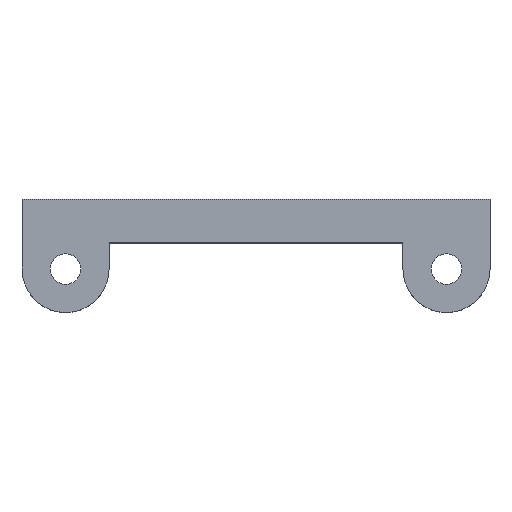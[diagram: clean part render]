
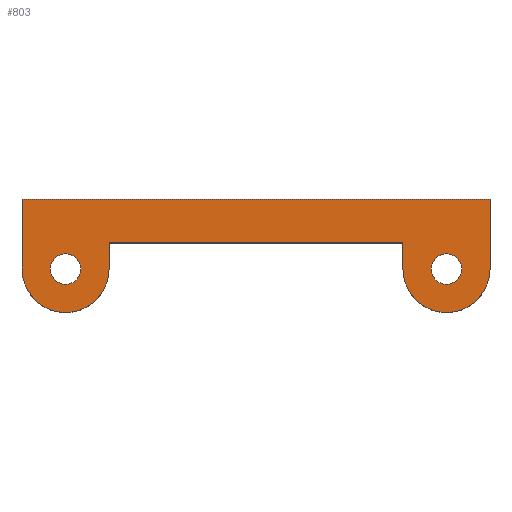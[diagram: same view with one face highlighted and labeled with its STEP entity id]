
A CAD part, top view. The second image highlights one B-rep face of the part: STEP entity #803.
In plain terms, the highlighted planar face has unit normal (0, 0, 1).
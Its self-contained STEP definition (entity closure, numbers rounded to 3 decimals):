
#13 = VECTOR ( 'NONE', #1167, 1000. ) ;
#41 = DIRECTION ( 'NONE',  ( 0., 1., 0. ) ) ;
#84 = VERTEX_POINT ( 'NONE', #551 ) ;
#100 = CARTESIAN_POINT ( 'NONE',  ( 26.875, 5., 12.25 ) ) ;
#111 = ORIENTED_EDGE ( 'NONE', *, *, #690, .T. ) ;
#128 = DIRECTION ( 'NONE',  ( 1., 0., 0. ) ) ;
#140 = LINE ( 'NONE', #1151, #13 ) ;
#184 = VECTOR ( 'NONE', #41, 1000. ) ;
#205 = VERTEX_POINT ( 'NONE', #1199 ) ;
#231 = AXIS2_PLACEMENT_3D ( 'NONE', #277, #852, #1442 ) ;
#250 = CIRCLE ( 'NONE', #581, 1.75 ) ;
#266 = PLANE ( 'NONE',  #991 ) ;
#270 = CARTESIAN_POINT ( 'NONE',  ( 16.875, 0., 12.25 ) ) ;
#277 = CARTESIAN_POINT ( 'NONE',  ( -21.875, -3., 12.25 ) ) ;
#306 = DIRECTION ( 'NONE',  ( -1., 0., 0. ) ) ;
#377 = ORIENTED_EDGE ( 'NONE', *, *, #1123, .T. ) ;
#390 = VECTOR ( 'NONE', #1015, 1000. ) ;
#406 = VERTEX_POINT ( 'NONE', #567 ) ;
#416 = CARTESIAN_POINT ( 'NONE',  ( -21.875, -3., 12.25 ) ) ;
#448 = EDGE_CURVE ( 'NONE', #1448, #1372, #140, .T. ) ;
#456 = EDGE_CURVE ( 'NONE', #598, #892, #898, .T. ) ;
#469 = DIRECTION ( 'NONE',  ( 0., 0., 1. ) ) ;
#483 = EDGE_CURVE ( 'NONE', #1743, #1073, #1278, .T. ) ;
#491 = DIRECTION ( 'NONE',  ( 1., 0., 0. ) ) ;
#504 = EDGE_LOOP ( 'NONE', ( #1681, #1470 ) ) ;
#514 = EDGE_CURVE ( 'NONE', #1198, #833, #664, .T. ) ;
#533 = ORIENTED_EDGE ( 'NONE', *, *, #483, .T. ) ;
#550 = CARTESIAN_POINT ( 'NONE',  ( -16.875, -3., 12.25 ) ) ;
#551 = CARTESIAN_POINT ( 'NONE',  ( 16.875, -3., 12.25 ) ) ;
#556 = FACE_BOUND ( 'NONE', #504, .T. ) ;
#561 = CARTESIAN_POINT ( 'NONE',  ( -23.625, -3., 12.25 ) ) ;
#567 = CARTESIAN_POINT ( 'NONE',  ( -26.875, -3., 12.25 ) ) ;
#581 = AXIS2_PLACEMENT_3D ( 'NONE', #1603, #1176, #1762 ) ;
#593 = CIRCLE ( 'NONE', #1795, 5. ) ;
#598 = VERTEX_POINT ( 'NONE', #1327 ) ;
#608 = EDGE_CURVE ( 'NONE', #833, #1198, #914, .T. ) ;
#634 = CARTESIAN_POINT ( 'NONE',  ( 16.5, 0., 12.25 ) ) ;
#659 = ORIENTED_EDGE ( 'NONE', *, *, #1308, .T. ) ;
#664 = CIRCLE ( 'NONE', #231, 1.75 ) ;
#669 = CARTESIAN_POINT ( 'NONE',  ( -26.875, -3., 12.25 ) ) ;
#677 = CARTESIAN_POINT ( 'NONE',  ( -26.875, 5., 12.25 ) ) ;
#690 = EDGE_CURVE ( 'NONE', #1448, #406, #1832, .T. ) ;
#703 = DIRECTION ( 'NONE',  ( 0., 0., 1. ) ) ;
#711 = CARTESIAN_POINT ( 'NONE',  ( -20.125, -3., 12.25 ) ) ;
#765 = CARTESIAN_POINT ( 'NONE',  ( -21.875, -3., 12.25 ) ) ;
#776 = LINE ( 'NONE', #634, #1500 ) ;
#786 = ORIENTED_EDGE ( 'NONE', *, *, #815, .T. ) ;
#803 = ADVANCED_FACE ( 'NONE', ( #1283, #556, #1740 ), #266, .F. ) ;
#810 = CARTESIAN_POINT ( 'NONE',  ( 21.875, -3., 12.25 ) ) ;
#815 = EDGE_CURVE ( 'NONE', #1070, #84, #995, .T. ) ;
#833 = VERTEX_POINT ( 'NONE', #711 ) ;
#834 = DIRECTION ( 'NONE',  ( 0., 0., 1. ) ) ;
#839 = CARTESIAN_POINT ( 'NONE',  ( 16.5, 3., 12.25 ) ) ;
#852 = DIRECTION ( 'NONE',  ( 0., 0., 1. ) ) ;
#892 = VERTEX_POINT ( 'NONE', #1866 ) ;
#898 = CIRCLE ( 'NONE', #1086, 1.75 ) ;
#914 = CIRCLE ( 'NONE', #1566, 1.75 ) ;
#947 = VECTOR ( 'NONE', #1687, 1000. ) ;
#985 = DIRECTION ( 'NONE',  ( -1., 0., 0. ) ) ;
#991 = AXIS2_PLACEMENT_3D ( 'NONE', #839, #1581, #985 ) ;
#993 = AXIS2_PLACEMENT_3D ( 'NONE', #416, #1168, #306 ) ;
#995 = LINE ( 'NONE', #1891, #390 ) ;
#1015 = DIRECTION ( 'NONE',  ( 0., -1., 0. ) ) ;
#1018 = VECTOR ( 'NONE', #1140, 1000. ) ;
#1021 = CARTESIAN_POINT ( 'NONE',  ( 21.875, -3., 12.25 ) ) ;
#1039 = DIRECTION ( 'NONE',  ( -1., 0., 0. ) ) ;
#1066 = EDGE_CURVE ( 'NONE', #892, #598, #250, .T. ) ;
#1070 = VERTEX_POINT ( 'NONE', #270 ) ;
#1073 = VERTEX_POINT ( 'NONE', #1626 ) ;
#1086 = AXIS2_PLACEMENT_3D ( 'NONE', #1021, #834, #1615 ) ;
#1123 = EDGE_CURVE ( 'NONE', #406, #1743, #1473, .T. ) ;
#1140 = DIRECTION ( 'NONE',  ( 0., 1., 0. ) ) ;
#1151 = CARTESIAN_POINT ( 'NONE',  ( -21.5, 5., 12.25 ) ) ;
#1167 = DIRECTION ( 'NONE',  ( 1., 0., 0. ) ) ;
#1168 = DIRECTION ( 'NONE',  ( 0., 0., 1. ) ) ;
#1176 = DIRECTION ( 'NONE',  ( 0., 0., 1. ) ) ;
#1198 = VERTEX_POINT ( 'NONE', #561 ) ;
#1199 = CARTESIAN_POINT ( 'NONE',  ( 26.875, -3., 12.25 ) ) ;
#1214 = EDGE_LOOP ( 'NONE', ( #1709, #111, #377, #533, #1253, #786, #1333, #659 ) ) ;
#1240 = EDGE_CURVE ( 'NONE', #1073, #1070, #776, .T. ) ;
#1253 = ORIENTED_EDGE ( 'NONE', *, *, #1240, .T. ) ;
#1278 = LINE ( 'NONE', #550, #1018 ) ;
#1283 = FACE_OUTER_BOUND ( 'NONE', #1214, .T. ) ;
#1308 = EDGE_CURVE ( 'NONE', #205, #1372, #1511, .T. ) ;
#1327 = CARTESIAN_POINT ( 'NONE',  ( 23.625, -3., 12.25 ) ) ;
#1333 = ORIENTED_EDGE ( 'NONE', *, *, #1550, .T. ) ;
#1357 = CARTESIAN_POINT ( 'NONE',  ( 26.875, -3., 12.25 ) ) ;
#1372 = VERTEX_POINT ( 'NONE', #100 ) ;
#1442 = DIRECTION ( 'NONE',  ( -1., 0., 0. ) ) ;
#1448 = VERTEX_POINT ( 'NONE', #677 ) ;
#1470 = ORIENTED_EDGE ( 'NONE', *, *, #514, .F. ) ;
#1473 = CIRCLE ( 'NONE', #993, 5. ) ;
#1484 = ORIENTED_EDGE ( 'NONE', *, *, #1066, .F. ) ;
#1500 = VECTOR ( 'NONE', #491, 1000. ) ;
#1507 = CARTESIAN_POINT ( 'NONE',  ( -16.875, -3., 12.25 ) ) ;
#1511 = LINE ( 'NONE', #1357, #184 ) ;
#1518 = EDGE_LOOP ( 'NONE', ( #1544, #1484 ) ) ;
#1544 = ORIENTED_EDGE ( 'NONE', *, *, #456, .F. ) ;
#1550 = EDGE_CURVE ( 'NONE', #84, #205, #593, .T. ) ;
#1566 = AXIS2_PLACEMENT_3D ( 'NONE', #765, #469, #1039 ) ;
#1581 = DIRECTION ( 'NONE',  ( 0., 0., -1. ) ) ;
#1603 = CARTESIAN_POINT ( 'NONE',  ( 21.875, -3., 12.25 ) ) ;
#1615 = DIRECTION ( 'NONE',  ( 1., 0., 0. ) ) ;
#1626 = CARTESIAN_POINT ( 'NONE',  ( -16.875, 0., 12.25 ) ) ;
#1681 = ORIENTED_EDGE ( 'NONE', *, *, #608, .F. ) ;
#1687 = DIRECTION ( 'NONE',  ( 0., -1., 0. ) ) ;
#1709 = ORIENTED_EDGE ( 'NONE', *, *, #448, .F. ) ;
#1740 = FACE_BOUND ( 'NONE', #1518, .T. ) ;
#1743 = VERTEX_POINT ( 'NONE', #1507 ) ;
#1762 = DIRECTION ( 'NONE',  ( 1., 0., 0. ) ) ;
#1795 = AXIS2_PLACEMENT_3D ( 'NONE', #810, #703, #128 ) ;
#1832 = LINE ( 'NONE', #669, #947 ) ;
#1866 = CARTESIAN_POINT ( 'NONE',  ( 20.125, -3., 12.25 ) ) ;
#1891 = CARTESIAN_POINT ( 'NONE',  ( 16.875, -3., 12.25 ) ) ;
